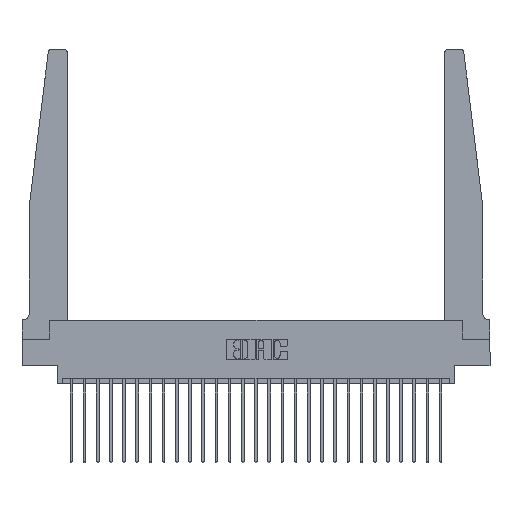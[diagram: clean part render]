
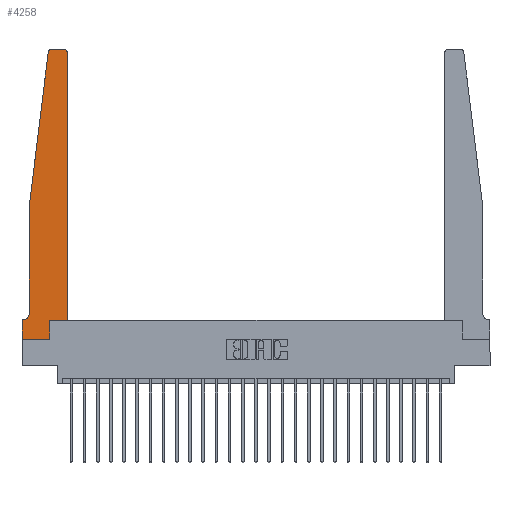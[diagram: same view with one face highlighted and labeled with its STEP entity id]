
A CAD part, top view. The second image highlights one B-rep face of the part: STEP entity #4258.
In plain terms, the highlighted planar face has unit normal (0, 0, 1).
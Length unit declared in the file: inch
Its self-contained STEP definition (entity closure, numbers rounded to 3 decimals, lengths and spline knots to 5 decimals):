
#251 = DIRECTION ( 'NONE',  ( 0., 1., 0. ) ) ;
#262 = CARTESIAN_POINT ( 'NONE',  ( 0.2605, 0., 0.37 ) ) ;
#1818 = AXIS2_PLACEMENT_3D ( 'NONE', #10265, #12101, #20401 ) ;
#2067 = ORIENTED_EDGE ( 'NONE', *, *, #25552, .T. ) ;
#2237 = LINE ( 'NONE', #18305, #17067 ) ;
#2610 = ORIENTED_EDGE ( 'NONE', *, *, #4001, .T. ) ;
#2734 = VECTOR ( 'NONE', #17938, 39.37008 ) ;
#2922 = CARTESIAN_POINT ( 'NONE',  ( 0.25, 2.75, 0.37 ) ) ;
#2964 = ORIENTED_EDGE ( 'NONE', *, *, #7270, .T. ) ;
#2978 = AXIS2_PLACEMENT_3D ( 'NONE', #5586, #21234, #13457 ) ;
#2986 = EDGE_CURVE ( 'NONE', #24242, #13351, #10653, .T. ) ;
#3417 = DIRECTION ( 'NONE',  ( 0., 0., 1. ) ) ;
#3947 = CARTESIAN_POINT ( 'NONE',  ( 0.395, 2.75, 0.37 ) ) ;
#4001 = EDGE_CURVE ( 'NONE', #13351, #20259, #22508, .T. ) ;
#4258 = ADVANCED_FACE ( 'NONE', ( #23529 ), #19609, .T. ) ;
#4314 = DIRECTION ( 'NONE',  ( -1., 0., 0. ) ) ;
#4410 = EDGE_LOOP ( 'NONE', ( #16614, #22109, #24891, #15643, #23984, #2610, #19445, #2964, #7976, #7602, #2067, #13732 ) ) ;
#4814 = AXIS2_PLACEMENT_3D ( 'NONE', #25922, #7503, #21706 ) ;
#4920 = CARTESIAN_POINT ( 'NONE',  ( 0.27653, 2.72, 0.37 ) ) ;
#4982 = CARTESIAN_POINT ( 'NONE',  ( 0.065, 0.2375, 0.37 ) ) ;
#5337 = CARTESIAN_POINT ( 'NONE',  ( 0.065, 1.25, 0.37 ) ) ;
#5410 = VERTEX_POINT ( 'NONE', #12602 ) ;
#5429 = DIRECTION ( 'NONE',  ( 0., 1., 0. ) ) ;
#5586 = CARTESIAN_POINT ( 'NONE',  ( 0.395, 2.72, 0.37 ) ) ;
#6369 = VERTEX_POINT ( 'NONE', #20536 ) ;
#6548 = CARTESIAN_POINT ( 'NONE',  ( 0.2605, 0.18, 0.37 ) ) ;
#6694 = DIRECTION ( 'NONE',  ( -0.122, -0.992, 0. ) ) ;
#6886 = EDGE_CURVE ( 'NONE', #6369, #9963, #24682, .T. ) ;
#6924 = VECTOR ( 'NONE', #20920, 39.37008 ) ;
#7270 = EDGE_CURVE ( 'NONE', #5410, #7642, #14523, .T. ) ;
#7397 = CARTESIAN_POINT ( 'NONE',  ( 0.2605, 0.18, 0.37 ) ) ;
#7503 = DIRECTION ( 'NONE',  ( 0., 0., 1. ) ) ;
#7602 = ORIENTED_EDGE ( 'NONE', *, *, #18227, .T. ) ;
#7642 = VERTEX_POINT ( 'NONE', #262 ) ;
#7703 = DIRECTION ( 'NONE',  ( 1., 0., 0. ) ) ;
#7819 = CARTESIAN_POINT ( 'NONE',  ( 0., 0., 0.37 ) ) ;
#7856 = EDGE_CURVE ( 'NONE', #9963, #24242, #18379, .T. ) ;
#7976 = ORIENTED_EDGE ( 'NONE', *, *, #19100, .T. ) ;
#7994 = CARTESIAN_POINT ( 'NONE',  ( 0.065, 1.25, 0.37 ) ) ;
#8077 = VECTOR ( 'NONE', #5429, 39.37008 ) ;
#8231 = AXIS2_PLACEMENT_3D ( 'NONE', #4920, #3417, #19378 ) ;
#9252 = VERTEX_POINT ( 'NONE', #3947 ) ;
#9521 = LINE ( 'NONE', #7397, #8077 ) ;
#9963 = VERTEX_POINT ( 'NONE', #5337 ) ;
#10265 = CARTESIAN_POINT ( 'NONE',  ( 0.015, 0.2375, 0.37 ) ) ;
#10653 = CIRCLE ( 'NONE', #1818, 0.05 ) ;
#10844 = DIRECTION ( 'NONE',  ( 1., 0., 0. ) ) ;
#10916 = CARTESIAN_POINT ( 'NONE',  ( 0.065, 0.1875, 0.37 ) ) ;
#11680 = VERTEX_POINT ( 'NONE', #15427 ) ;
#12101 = DIRECTION ( 'NONE',  ( 0., 0., -1. ) ) ;
#12602 = CARTESIAN_POINT ( 'NONE',  ( 0., 0., 0.37 ) ) ;
#12953 = LINE ( 'NONE', #2922, #21973 ) ;
#13351 = VERTEX_POINT ( 'NONE', #18442 ) ;
#13457 = DIRECTION ( 'NONE',  ( 1., 0., 0. ) ) ;
#13732 = ORIENTED_EDGE ( 'NONE', *, *, #18660, .T. ) ;
#13885 = CARTESIAN_POINT ( 'NONE',  ( 0.425, 0.18, 0.37 ) ) ;
#14094 = VECTOR ( 'NONE', #6694, 39.37008 ) ;
#14371 = CIRCLE ( 'NONE', #2978, 0.03 ) ;
#14523 = LINE ( 'NONE', #22688, #20071 ) ;
#14944 = CARTESIAN_POINT ( 'NONE',  ( 0.065, 1.25, 0.37 ) ) ;
#15344 = CARTESIAN_POINT ( 'NONE',  ( 0.425, 0.18, 0.37 ) ) ;
#15427 = CARTESIAN_POINT ( 'NONE',  ( 0.425, 2.72, 0.37 ) ) ;
#15643 = ORIENTED_EDGE ( 'NONE', *, *, #7856, .T. ) ;
#15736 = LINE ( 'NONE', #15344, #25686 ) ;
#15794 = VERTEX_POINT ( 'NONE', #6548 ) ;
#16421 = DIRECTION ( 'NONE',  ( 0., -1., 0. ) ) ;
#16614 = ORIENTED_EDGE ( 'NONE', *, *, #21636, .T. ) ;
#16628 = CARTESIAN_POINT ( 'NONE',  ( 0., 0.1875, 0.37 ) ) ;
#16764 = CARTESIAN_POINT ( 'NONE',  ( 0.27653, 2.75, 0.37 ) ) ;
#17067 = VECTOR ( 'NONE', #251, 39.37008 ) ;
#17812 = LINE ( 'NONE', #7819, #2734 ) ;
#17889 = CIRCLE ( 'NONE', #8231, 0.03 ) ;
#17938 = DIRECTION ( 'NONE',  ( 0., -1., 0. ) ) ;
#17952 = VECTOR ( 'NONE', #16421, 39.37008 ) ;
#18227 = EDGE_CURVE ( 'NONE', #15794, #24515, #15736, .T. ) ;
#18305 = CARTESIAN_POINT ( 'NONE',  ( 0.425, 0.18, 0.37 ) ) ;
#18379 = LINE ( 'NONE', #7994, #17952 ) ;
#18442 = CARTESIAN_POINT ( 'NONE',  ( 0.015, 0.1875, 0.37 ) ) ;
#18660 = EDGE_CURVE ( 'NONE', #11680, #9252, #14371, .T. ) ;
#19100 = EDGE_CURVE ( 'NONE', #7642, #15794, #9521, .T. ) ;
#19378 = DIRECTION ( 'NONE',  ( 1., 0., 0. ) ) ;
#19445 = ORIENTED_EDGE ( 'NONE', *, *, #24949, .T. ) ;
#19609 = PLANE ( 'NONE',  #4814 ) ;
#20071 = VECTOR ( 'NONE', #10844, 39.37008 ) ;
#20259 = VERTEX_POINT ( 'NONE', #16628 ) ;
#20401 = DIRECTION ( 'NONE',  ( -1., 0., 0. ) ) ;
#20536 = CARTESIAN_POINT ( 'NONE',  ( 0.24675, 2.72367, 0.37 ) ) ;
#20920 = DIRECTION ( 'NONE',  ( -1., 0., 0. ) ) ;
#21234 = DIRECTION ( 'NONE',  ( 0., 0., 1. ) ) ;
#21636 = EDGE_CURVE ( 'NONE', #9252, #25144, #12953, .T. ) ;
#21706 = DIRECTION ( 'NONE',  ( 1., 0., 0. ) ) ;
#21973 = VECTOR ( 'NONE', #4314, 39.37008 ) ;
#22109 = ORIENTED_EDGE ( 'NONE', *, *, #25209, .T. ) ;
#22508 = LINE ( 'NONE', #10916, #6924 ) ;
#22688 = CARTESIAN_POINT ( 'NONE',  ( 0., 0., 0.37 ) ) ;
#23529 = FACE_OUTER_BOUND ( 'NONE', #4410, .T. ) ;
#23984 = ORIENTED_EDGE ( 'NONE', *, *, #2986, .T. ) ;
#24242 = VERTEX_POINT ( 'NONE', #4982 ) ;
#24515 = VERTEX_POINT ( 'NONE', #13885 ) ;
#24682 = LINE ( 'NONE', #14944, #14094 ) ;
#24891 = ORIENTED_EDGE ( 'NONE', *, *, #6886, .T. ) ;
#24949 = EDGE_CURVE ( 'NONE', #20259, #5410, #17812, .T. ) ;
#25144 = VERTEX_POINT ( 'NONE', #16764 ) ;
#25209 = EDGE_CURVE ( 'NONE', #25144, #6369, #17889, .T. ) ;
#25552 = EDGE_CURVE ( 'NONE', #24515, #11680, #2237, .T. ) ;
#25686 = VECTOR ( 'NONE', #7703, 39.37008 ) ;
#25922 = CARTESIAN_POINT ( 'NONE',  ( 0., 0.1875, 0.37 ) ) ;
